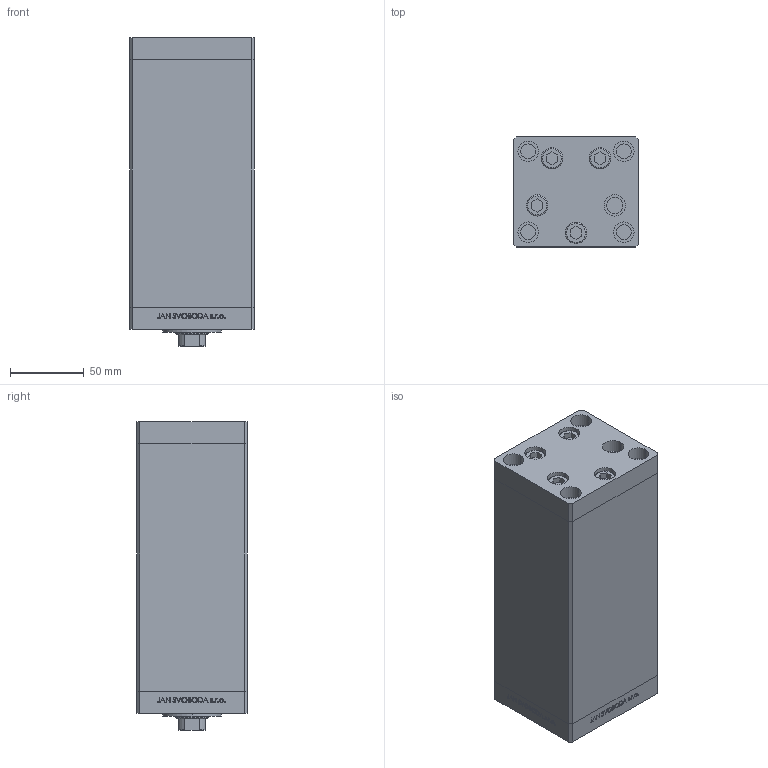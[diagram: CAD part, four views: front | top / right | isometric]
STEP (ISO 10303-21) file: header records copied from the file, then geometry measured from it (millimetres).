
FILE_DESCRIPTION (( 'STEP AP203' ), '1' );
FILE_NAME ('0b17.STEP', '2024-01-08T19:24:04', ( '' ), ( '' ), 'SwSTEP 2.0', 'SolidWorks 2019', '' );
FILE_SCHEMA (( 'CONFIG_CONTROL_DESIGN' ));
Length unit declared in the file: millimetre
Products named in the file (6): V220C FRONT 9cfe13e389a6c1c00d025c1f804ba21b; V220C_C MIDDLE 9cfe13e389a6c1c00d025c1f804ba21b; ALLEN BOLT 9cfe13e389a6c1c00d025c1f804ba21b; V220C BACK_C 9cfe13e389a6c1c00d025c1f804ba21b; V220C_VC_C 9cfe13e389a6c1c00d025c1f804ba21b; 0b17
Assembly tree (13 placements, depth 2):
  0b17
    ALLEN BOLT 9cfe13e389a6c1c00d025c1f804ba21b  x9
    V220C_C MIDDLE 9cfe13e389a6c1c00d025c1f804ba21b
    V220C FRONT 9cfe13e389a6c1c00d025c1f804ba21b
    V220C_VC_C 9cfe13e389a6c1c00d025c1f804ba21b
    V220C BACK_C 9cfe13e389a6c1c00d025c1f804ba21b
Bounding box: 85 x 75 x 210 mm (x, y, z)
Volume: 1045435.9 mm3; surface area: 194082.4 mm2
Topology: 13 solids, 13 shells, 1175 faces, 2899 edges, 1903 vertices
Faces by surface type: plane 546, bspline 380, cylinder 167, cone 42, torus 40
Entity records: 49289 total; most frequent: CARTESIAN_POINT 26571, ORIENTED_EDGE 5058, DIRECTION 3325, EDGE_CURVE 2529, VERTEX_POINT 1679, LINE 1467, VECTOR 1467, EDGE_LOOP 1178
